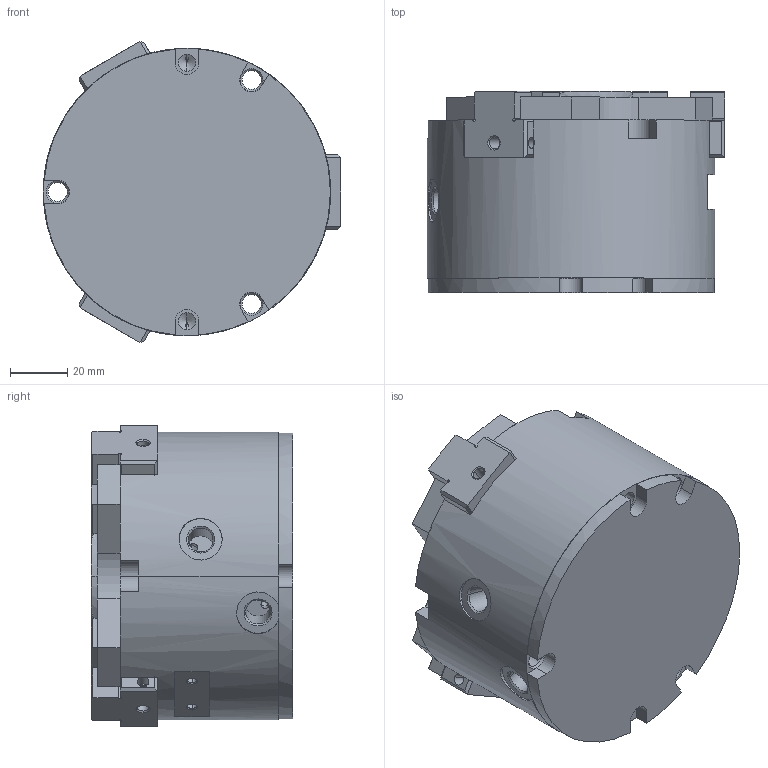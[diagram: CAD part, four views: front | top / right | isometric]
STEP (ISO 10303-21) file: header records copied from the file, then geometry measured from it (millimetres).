
FILE_DESCRIPTION( ( '' ), '1' );
FILE_NAME( 'op100_3s_op648abs_0_2_14a.stp', '2010-10-25T12:48:38', ( '' ), ( '' ), ' ', ' ', ' ' );
FILE_SCHEMA( ( 'automotive_design' ) );
Length unit declared in the file: millimetre
Products named in the file (4): 1; 2; 3; 4
Bounding box: 103.5 x 70 x 104.66 mm (x, y, z)
Volume: 504893.5 mm3; surface area: 69277.7 mm2
Topology: 4 solids, 4 shells, 388 faces, 1003 edges, 612 vertices
Faces by surface type: plane 197, cylinder 109, cone 82
Entity records: 22811 total; most frequent: CARTESIAN_POINT 2251, DIRECTION 2033, STYLED_ITEM 1967, PRESENTATION_STYLE_ASSIGNMENT 1967, COLOUR_RGB 1967, ORIENTED_EDGE 1926, EDGE_CURVE 963, CURVE_STYLE 963
